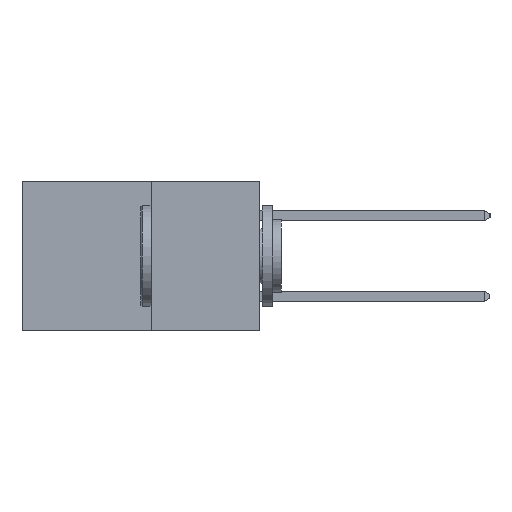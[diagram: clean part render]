
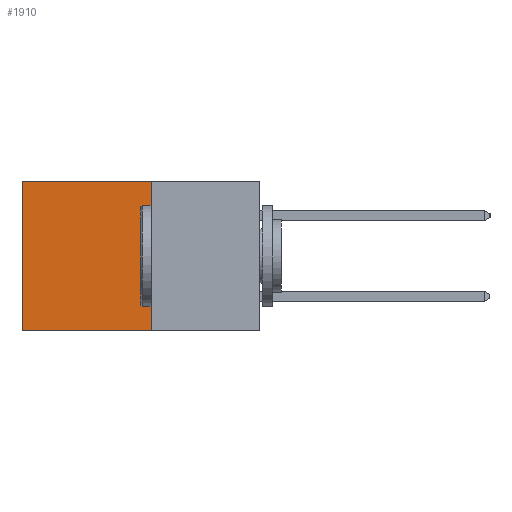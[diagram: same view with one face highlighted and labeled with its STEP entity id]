
A CAD part, left-side view. The second image highlights one B-rep face of the part: STEP entity #1910.
In plain terms, the highlighted planar face has unit normal (-1, 0, 0).
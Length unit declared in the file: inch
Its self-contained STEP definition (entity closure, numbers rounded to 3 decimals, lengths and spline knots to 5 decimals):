
#279 = VERTEX_POINT ( 'NONE', #7141 ) ;
#756 = DIRECTION ( 'NONE',  ( 0., 0., -1. ) ) ;
#1047 = ORIENTED_EDGE ( 'NONE', *, *, #10001, .T. ) ;
#1067 = VERTEX_POINT ( 'NONE', #6801 ) ;
#1193 = LINE ( 'NONE', #6608, #10108 ) ;
#1268 = CARTESIAN_POINT ( 'NONE',  ( 0.277, 0.27, -0.37 ) ) ;
#1356 = ORIENTED_EDGE ( 'NONE', *, *, #2539, .T. ) ;
#1910 = ADVANCED_FACE ( 'NONE', ( #10933 ), #2782, .F. ) ;
#2034 = EDGE_CURVE ( 'NONE', #3085, #1067, #6762, .T. ) ;
#2172 = DIRECTION ( 'NONE',  ( 0., 1., 0. ) ) ;
#2539 = EDGE_CURVE ( 'NONE', #3085, #5774, #5709, .T. ) ;
#2782 = PLANE ( 'NONE',  #7828 ) ;
#3085 = VERTEX_POINT ( 'NONE', #3377 ) ;
#3190 = CARTESIAN_POINT ( 'NONE',  ( 0.277, 0.27, -0.37 ) ) ;
#3377 = CARTESIAN_POINT ( 'NONE',  ( 0.277, 0.27, 0. ) ) ;
#4200 = CARTESIAN_POINT ( 'NONE',  ( 0.277, 0.27, -0.37 ) ) ;
#4582 = VECTOR ( 'NONE', #8715, 39.37008 ) ;
#4887 = CARTESIAN_POINT ( 'NONE',  ( 0.277, 0.59, 0. ) ) ;
#5709 = LINE ( 'NONE', #8726, #4582 ) ;
#5774 = VERTEX_POINT ( 'NONE', #4887 ) ;
#5861 = ORIENTED_EDGE ( 'NONE', *, *, #6754, .F. ) ;
#6397 = LINE ( 'NONE', #3190, #10238 ) ;
#6608 = CARTESIAN_POINT ( 'NONE',  ( 0.277, 0.59, -0.37 ) ) ;
#6754 = EDGE_CURVE ( 'NONE', #1067, #279, #6397, .T. ) ;
#6762 = LINE ( 'NONE', #1268, #11048 ) ;
#6801 = CARTESIAN_POINT ( 'NONE',  ( 0.277, 0.27, -0.37 ) ) ;
#7141 = CARTESIAN_POINT ( 'NONE',  ( 0.277, 0.59, -0.37 ) ) ;
#7804 = DIRECTION ( 'NONE',  ( 0., 0., -1. ) ) ;
#7828 = AXIS2_PLACEMENT_3D ( 'NONE', #4200, #10932, #7804 ) ;
#8715 = DIRECTION ( 'NONE',  ( 0., 1., 0. ) ) ;
#8726 = CARTESIAN_POINT ( 'NONE',  ( 0.277, 0.27, 0. ) ) ;
#9118 = DIRECTION ( 'NONE',  ( 0., 0., -1. ) ) ;
#10001 = EDGE_CURVE ( 'NONE', #5774, #279, #1193, .T. ) ;
#10108 = VECTOR ( 'NONE', #9118, 39.37008 ) ;
#10224 = ORIENTED_EDGE ( 'NONE', *, *, #2034, .F. ) ;
#10238 = VECTOR ( 'NONE', #2172, 39.37008 ) ;
#10412 = EDGE_LOOP ( 'NONE', ( #1047, #5861, #10224, #1356 ) ) ;
#10932 = DIRECTION ( 'NONE',  ( 1., 0., 0. ) ) ;
#10933 = FACE_OUTER_BOUND ( 'NONE', #10412, .T. ) ;
#11048 = VECTOR ( 'NONE', #756, 39.37008 ) ;
